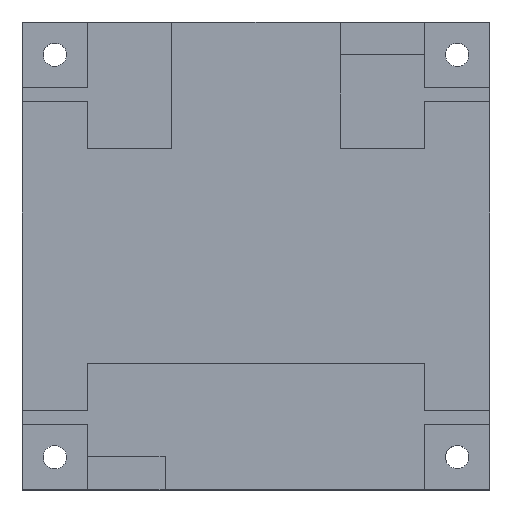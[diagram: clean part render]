
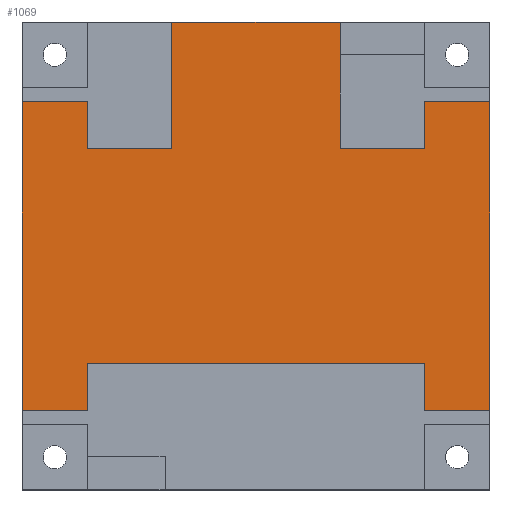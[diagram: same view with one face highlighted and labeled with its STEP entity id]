
A CAD part, top view. The second image highlights one B-rep face of the part: STEP entity #1069.
In plain terms, the highlighted planar face has unit normal (0, 0, 1).
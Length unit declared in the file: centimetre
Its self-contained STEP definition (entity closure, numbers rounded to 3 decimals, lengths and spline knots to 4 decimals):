
#161=VERTEX_POINT('',#1457);
#162=VERTEX_POINT('',#1459);
#170=VERTEX_POINT('',#1477);
#171=VERTEX_POINT('',#1479);
#211=VERTEX_POINT('',#1596);
#212=VERTEX_POINT('',#1598);
#213=VERTEX_POINT('',#1600);
#214=VERTEX_POINT('',#1602);
#215=VERTEX_POINT('',#1604);
#216=VERTEX_POINT('',#1606);
#217=VERTEX_POINT('',#1608);
#218=VERTEX_POINT('',#1610);
#219=VERTEX_POINT('',#1612);
#220=VERTEX_POINT('',#1615);
#221=VERTEX_POINT('',#1617);
#222=VERTEX_POINT('',#1619);
#262=VECTOR('',#1211,1.);
#272=VECTOR('',#1222,1.);
#308=VECTOR('',#1325,1.);
#309=VECTOR('',#1326,1.);
#310=VECTOR('',#1327,1.);
#311=VECTOR('',#1328,1.);
#312=VECTOR('',#1329,1.);
#313=VECTOR('',#1330,1.);
#314=VECTOR('',#1331,1.);
#315=VECTOR('',#1332,1.);
#316=VECTOR('',#1333,1.);
#317=VECTOR('',#1334,1.);
#318=VECTOR('',#1335,1.);
#319=VECTOR('',#1336,1.);
#320=VECTOR('',#1337,1.);
#321=VECTOR('',#1338,1.);
#373=LINE('',#1458,#262);
#383=LINE('',#1478,#272);
#419=LINE('',#1595,#308);
#420=LINE('',#1597,#309);
#421=LINE('',#1599,#310);
#422=LINE('',#1601,#311);
#423=LINE('',#1603,#312);
#424=LINE('',#1605,#313);
#425=LINE('',#1607,#314);
#426=LINE('',#1609,#315);
#427=LINE('',#1611,#316);
#428=LINE('',#1613,#317);
#429=LINE('',#1614,#318);
#430=LINE('',#1616,#319);
#431=LINE('',#1618,#320);
#432=LINE('',#1620,#321);
#486=EDGE_CURVE('',#162,#161,#373,.T.);
#496=EDGE_CURVE('',#171,#170,#383,.T.);
#550=EDGE_CURVE('',#162,#211,#419,.T.);
#551=EDGE_CURVE('',#161,#212,#420,.T.);
#552=EDGE_CURVE('',#212,#213,#421,.T.);
#553=EDGE_CURVE('',#213,#214,#422,.T.);
#554=EDGE_CURVE('',#214,#215,#423,.T.);
#555=EDGE_CURVE('',#215,#216,#424,.T.);
#556=EDGE_CURVE('',#217,#216,#425,.T.);
#557=EDGE_CURVE('',#218,#217,#426,.T.);
#558=EDGE_CURVE('',#219,#218,#427,.T.);
#559=EDGE_CURVE('',#171,#219,#428,.T.);
#560=EDGE_CURVE('',#220,#170,#429,.T.);
#561=EDGE_CURVE('',#221,#220,#430,.T.);
#562=EDGE_CURVE('',#222,#221,#431,.T.);
#563=EDGE_CURVE('',#211,#222,#432,.T.);
#721=ORIENTED_EDGE('',*,*,#550,.F.);
#722=ORIENTED_EDGE('',*,*,#486,.T.);
#723=ORIENTED_EDGE('',*,*,#551,.T.);
#724=ORIENTED_EDGE('',*,*,#552,.T.);
#725=ORIENTED_EDGE('',*,*,#553,.T.);
#726=ORIENTED_EDGE('',*,*,#554,.T.);
#727=ORIENTED_EDGE('',*,*,#555,.T.);
#728=ORIENTED_EDGE('',*,*,#556,.F.);
#729=ORIENTED_EDGE('',*,*,#557,.F.);
#730=ORIENTED_EDGE('',*,*,#558,.F.);
#731=ORIENTED_EDGE('',*,*,#559,.F.);
#732=ORIENTED_EDGE('',*,*,#496,.T.);
#733=ORIENTED_EDGE('',*,*,#560,.F.);
#734=ORIENTED_EDGE('',*,*,#561,.F.);
#735=ORIENTED_EDGE('',*,*,#562,.F.);
#736=ORIENTED_EDGE('',*,*,#563,.F.);
#911=EDGE_LOOP('',(#721,#722,#723,#724,#725,#726,#727,#728,#729,#730,#731,
#732,#733,#734,#735,#736));
#998=FACE_BOUND('',#911,.T.);
#1069=ADVANCED_FACE('',(#998),#1714,.T.);
#1146=AXIS2_PLACEMENT_3D('',#1594,#1324,$);
#1211=DIRECTION('',(0.,1.,0.));
#1222=DIRECTION('',(0.,-1.,0.));
#1324=DIRECTION('',(0.,0.,1.));
#1325=DIRECTION('',(-1.,0.,0.));
#1326=DIRECTION('',(-1.,0.,0.));
#1327=DIRECTION('',(0.,-1.,0.));
#1328=DIRECTION('',(-1.,0.,0.));
#1329=DIRECTION('',(0.,1.,0.));
#1330=DIRECTION('',(-1.,0.,0.));
#1331=DIRECTION('',(0.,1.,0.));
#1332=DIRECTION('',(1.,0.,0.));
#1333=DIRECTION('',(0.,-1.,0.));
#1334=DIRECTION('',(1.,0.,0.));
#1335=DIRECTION('',(-1.,0.,0.));
#1336=DIRECTION('',(0.,-1.,0.));
#1337=DIRECTION('',(-1.,0.,0.));
#1338=DIRECTION('',(0.,1.,0.));
#1457=CARTESIAN_POINT('',(2.5,1.65,0.));
#1458=CARTESIAN_POINT('',(2.5,-2.5,0.));
#1459=CARTESIAN_POINT('',(2.5,-1.65,0.));
#1477=CARTESIAN_POINT('',(-2.5,-1.65,0.));
#1478=CARTESIAN_POINT('',(-2.5,2.5,0.));
#1479=CARTESIAN_POINT('',(-2.5,1.65,0.));
#1594=CARTESIAN_POINT('',(0.,0.,0.));
#1595=CARTESIAN_POINT('',(2.5,-1.65,0.));
#1596=CARTESIAN_POINT('',(1.8,-1.65,0.));
#1597=CARTESIAN_POINT('',(2.5,1.65,0.));
#1598=CARTESIAN_POINT('',(1.8,1.65,0.));
#1599=CARTESIAN_POINT('',(1.8,1.65,0.));
#1600=CARTESIAN_POINT('',(1.8,1.15,0.));
#1601=CARTESIAN_POINT('',(1.8,1.15,0.));
#1602=CARTESIAN_POINT('',(0.9,1.15,0.));
#1603=CARTESIAN_POINT('',(0.9,1.15,0.));
#1604=CARTESIAN_POINT('',(0.9,2.5,0.));
#1605=CARTESIAN_POINT('',(2.5,2.5,0.));
#1606=CARTESIAN_POINT('',(-0.9,2.5,0.));
#1607=CARTESIAN_POINT('',(-0.9,1.15,0.));
#1608=CARTESIAN_POINT('',(-0.9,1.15,0.));
#1609=CARTESIAN_POINT('',(-1.8,1.15,0.));
#1610=CARTESIAN_POINT('',(-1.8,1.15,0.));
#1611=CARTESIAN_POINT('',(-1.8,1.65,0.));
#1612=CARTESIAN_POINT('',(-1.8,1.65,0.));
#1613=CARTESIAN_POINT('',(-2.5,1.65,0.));
#1614=CARTESIAN_POINT('',(-1.8,-1.65,0.));
#1615=CARTESIAN_POINT('',(-1.8,-1.65,0.));
#1616=CARTESIAN_POINT('',(-1.8,-1.15,0.));
#1617=CARTESIAN_POINT('',(-1.8,-1.15,0.));
#1618=CARTESIAN_POINT('',(1.8,-1.15,0.));
#1619=CARTESIAN_POINT('',(1.8,-1.15,0.));
#1620=CARTESIAN_POINT('',(1.8,-1.65,0.));
#1714=PLANE('',#1146);
